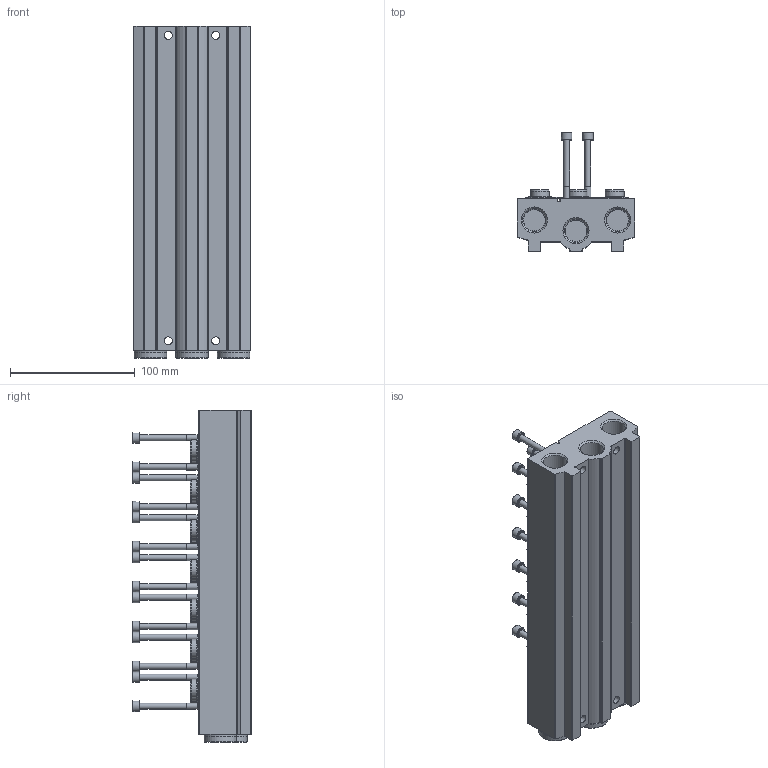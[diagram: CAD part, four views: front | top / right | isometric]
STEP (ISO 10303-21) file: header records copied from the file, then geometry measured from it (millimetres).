
FILE_DESCRIPTION(/* description */ ('STEP AP214'),/* implementation_level */ '2;1');
FILE_NAME(/* name */ '8026382_VABM-B10-30S-G12-7',/* time_stamp */ '2024-09-10T09:58:36+02:00',/* author */ ('License CC BY-ND 4.0'),/* organization */ ('CADENAS'),/* preprocessor_version */ 'ST-DEVELOPER v19.3',/* originating_system */ 'PARTsolutions',/* authorisation */ ' ');
FILE_SCHEMA (('AUTOMOTIVE_DESIGN {1 0 10303 214 3 1 1}'));
Length unit declared in the file: millimetre
Products named in the file (5): 8026382 VABM-B10-30S-G12-7; 8026382 VABM-B10-30S-G12-7---(M); 1658619 VUVS-G3-3---(S); 2191444 F-M5x60-10.9; 3571 B-1/2---(Plug)
Assembly tree (25 placements, depth 2):
  8026382 VABM-B10-30S-G12-7
    8026382 VABM-B10-30S-G12-7---(M)
    1658619 VUVS-G3-3---(S)  x7
    2191444 F-M5x60-10.9  x14
    3571 B-1/2---(Plug)  x3
Bounding box: 94 x 95.4 x 266.35 mm (x, y, z)
Volume: 752571.4 mm3; surface area: 194723.5 mm2
Topology: 25 solids, 25 shells, 1210 faces, 2905 edges, 1848 vertices
Faces by surface type: plane 543, cylinder 382, cone 226, torus 59
Full cylindrical faces by diameter (mm): 3.5 x1, 4.134 x15, 4.75 x14, 5 x14, 6.3 x4, 8.5 x14, 9 x21, 12 x21, 15.1 x21, 17.6 x3, 18.1 x21, 18.631 x6, 20.955 x3, 23.4 x3, 26 x6
Entity records: 9332 total; most frequent: CARTESIAN_POINT 1875, DIRECTION 1577, ORIENTED_EDGE 1246, AXIS2_PLACEMENT_3D 642, EDGE_CURVE 623, FACE_BOUND 557, EDGE_LOOP 541, VERTEX_POINT 488
